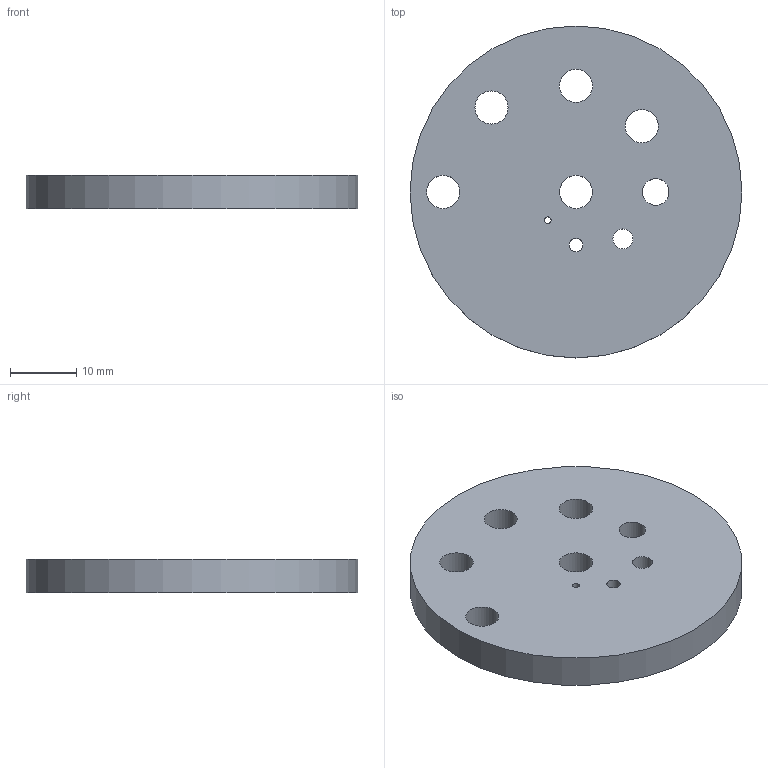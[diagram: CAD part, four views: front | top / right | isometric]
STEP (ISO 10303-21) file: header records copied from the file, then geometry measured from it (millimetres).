
FILE_DESCRIPTION(/* description */ (''),/* implementation_level */ '2;1');
FILE_NAME(/* name */ 'SmallDisk.step',/* time_stamp */ '2024-03-14T23:30:45+09:00',/* author */ (''),/* organization */ (''),/* preprocessor_version */ 'ST-DEVELOPER v20',/* originating_system */ 'Autodesk Translation Framework v12.20.1.177',/* authorisation */ '');
FILE_SCHEMA (('AUTOMOTIVE_DESIGN { 1 0 10303 214 3 1 1 }'));
Length unit declared in the file: millimetre
Products named in the file (1): SmallDisk
Bounding box: 50 x 50 x 5 mm (x, y, z)
Volume: 9208.8 mm3; surface area: 5018.7 mm2
Topology: 1 solids, 1 shells, 12 faces, 30 edges, 20 vertices
Faces by surface type: cylinder 10, plane 2
Full cylindrical faces by diameter (mm): 1 x1, 2 x1, 3 x1, 4 x1, 5 x5, 50 x1
Entity records: 443 total; most frequent: DIRECTION 76, CARTESIAN_POINT 63, ORIENTED_EDGE 60, AXIS2_PLACEMENT_3D 33, EDGE_LOOP 30, EDGE_CURVE 30, CIRCLE 20, VERTEX_POINT 20
